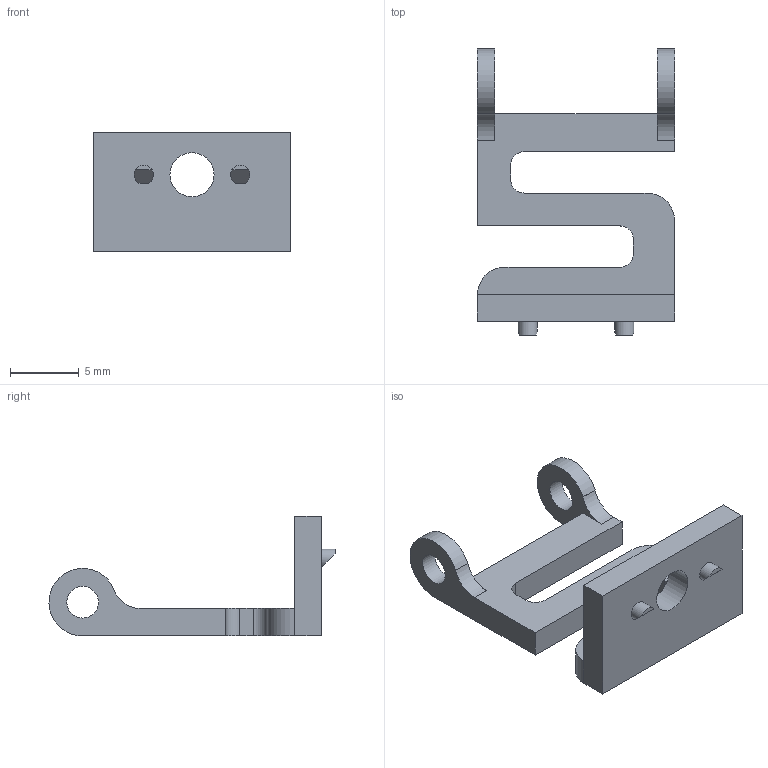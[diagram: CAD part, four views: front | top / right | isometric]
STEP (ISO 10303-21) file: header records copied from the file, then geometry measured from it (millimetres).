
FILE_DESCRIPTION(/* description */ ('HOOPS Exchange Step'),/* implementation_level */ '2;1');
FILE_NAME(/* name */ 'BambuNozzleWiper v4.step',/* time_stamp */ '2025-04-25T21:58:57+03:00',/* author */ (''),/* organization */ (''),/* preprocessor_version */ 'ST-DEVELOPER v20.1',/* originating_system */ 'Autodesk Translation Framework v14.4.0.0',/* authorisation */ '');
FILE_SCHEMA (('AUTOMOTIVE_DESIGN { 1 0 10303 214 3 1 1 }'));
Length unit declared in the file: millimetre
Products named in the file (1): root
Bounding box: 14.3 x 20.75 x 8.7 mm (x, y, z)
Volume: 500.3 mm3; surface area: 830.6 mm2
Topology: 1 solids, 1 shells, 39 faces, 104 edges, 69 vertices
Faces by surface type: plane 24, cylinder 15
Full cylindrical faces by diameter (mm): 2.3 x2, 3.2 x1
Entity records: 1276 total; most frequent: DIRECTION 218, CARTESIAN_POINT 213, ORIENTED_EDGE 208, EDGE_CURVE 104, AXIS2_PLACEMENT_3D 74, LINE 70, VECTOR 70, VERTEX_POINT 69
